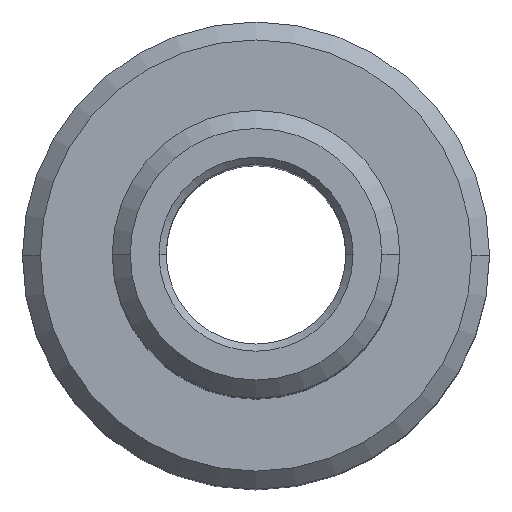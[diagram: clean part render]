
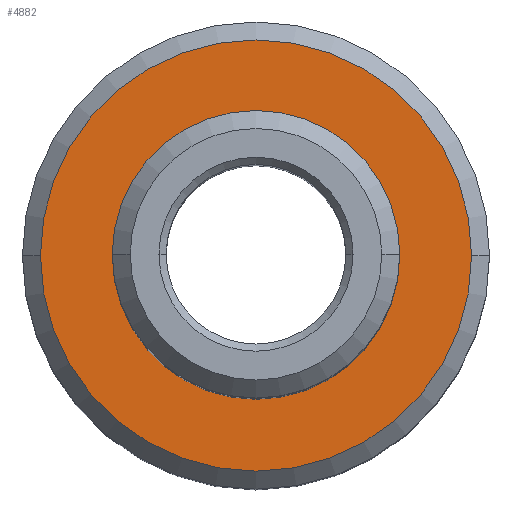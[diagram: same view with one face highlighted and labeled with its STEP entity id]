
A CAD part, top view. The second image highlights one B-rep face of the part: STEP entity #4882.
In plain terms, the highlighted planar face has unit normal (0, 0, 1).
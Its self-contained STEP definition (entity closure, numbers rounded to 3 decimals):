
#829 = DIRECTION ( 'NONE',  ( 0., 0., 1. ) ) ;
#946 = AXIS2_PLACEMENT_3D ( 'NONE', #6303, #14870, #7535 ) ;
#1360 = PLANE ( 'NONE',  #15187 ) ;
#1410 = CARTESIAN_POINT ( 'NONE',  ( 0., 0., -21. ) ) ;
#2144 = CARTESIAN_POINT ( 'NONE',  ( 6., 0., -21. ) ) ;
#2673 = DIRECTION ( 'NONE',  ( -1., 0., 0. ) ) ;
#2832 = CARTESIAN_POINT ( 'NONE',  ( 0., 0., -21. ) ) ;
#3619 = CARTESIAN_POINT ( 'NONE',  ( -6., 0., -21. ) ) ;
#4053 = DIRECTION ( 'NONE',  ( -1., 0., 0. ) ) ;
#4101 = CARTESIAN_POINT ( 'NONE',  ( 0., 0., -21. ) ) ;
#4492 = EDGE_LOOP ( 'NONE', ( #9707, #13947 ) ) ;
#4882 = ADVANCED_FACE ( 'NONE', ( #8017, #14127 ), #1360, .F. ) ;
#5346 = DIRECTION ( 'NONE',  ( -1., 0., 0. ) ) ;
#5432 = CARTESIAN_POINT ( 'NONE',  ( -4., 0., -21. ) ) ;
#6077 = AXIS2_PLACEMENT_3D ( 'NONE', #8206, #829, #9396 ) ;
#6109 = VERTEX_POINT ( 'NONE', #2144 ) ;
#6303 = CARTESIAN_POINT ( 'NONE',  ( 0., 0., -21. ) ) ;
#7108 = EDGE_CURVE ( 'NONE', #13509, #6109, #10564, .T. ) ;
#7535 = DIRECTION ( 'NONE',  ( -1., 0., 0. ) ) ;
#8017 = FACE_OUTER_BOUND ( 'NONE', #12986, .T. ) ;
#8206 = CARTESIAN_POINT ( 'NONE',  ( 0., 0., -21. ) ) ;
#9122 = EDGE_CURVE ( 'NONE', #9499, #11381, #15595, .T. ) ;
#9396 = DIRECTION ( 'NONE',  ( -1., 0., 0. ) ) ;
#9499 = VERTEX_POINT ( 'NONE', #13567 ) ;
#9707 = ORIENTED_EDGE ( 'NONE', *, *, #9122, .F. ) ;
#9924 = AXIS2_PLACEMENT_3D ( 'NONE', #2832, #11343, #4053 ) ;
#9977 = DIRECTION ( 'NONE',  ( 0., 0., -1. ) ) ;
#10564 = CIRCLE ( 'NONE', #6077, 6. ) ;
#11343 = DIRECTION ( 'NONE',  ( 0., 0., 1. ) ) ;
#11381 = VERTEX_POINT ( 'NONE', #5432 ) ;
#12062 = ORIENTED_EDGE ( 'NONE', *, *, #7108, .T. ) ;
#12496 = CIRCLE ( 'NONE', #946, 4. ) ;
#12633 = DIRECTION ( 'NONE',  ( 0., 0., 1. ) ) ;
#12752 = CIRCLE ( 'NONE', #9924, 6. ) ;
#12986 = EDGE_LOOP ( 'NONE', ( #12062, #15828 ) ) ;
#13120 = EDGE_CURVE ( 'NONE', #6109, #13509, #12752, .T. ) ;
#13509 = VERTEX_POINT ( 'NONE', #3619 ) ;
#13567 = CARTESIAN_POINT ( 'NONE',  ( 4., 0., -21. ) ) ;
#13947 = ORIENTED_EDGE ( 'NONE', *, *, #15417, .F. ) ;
#14127 = FACE_BOUND ( 'NONE', #4492, .T. ) ;
#14870 = DIRECTION ( 'NONE',  ( 0., 0., 1. ) ) ;
#14938 = AXIS2_PLACEMENT_3D ( 'NONE', #4101, #12633, #5346 ) ;
#15187 = AXIS2_PLACEMENT_3D ( 'NONE', #1410, #9977, #2673 ) ;
#15417 = EDGE_CURVE ( 'NONE', #11381, #9499, #12496, .T. ) ;
#15595 = CIRCLE ( 'NONE', #14938, 4. ) ;
#15828 = ORIENTED_EDGE ( 'NONE', *, *, #13120, .T. ) ;
